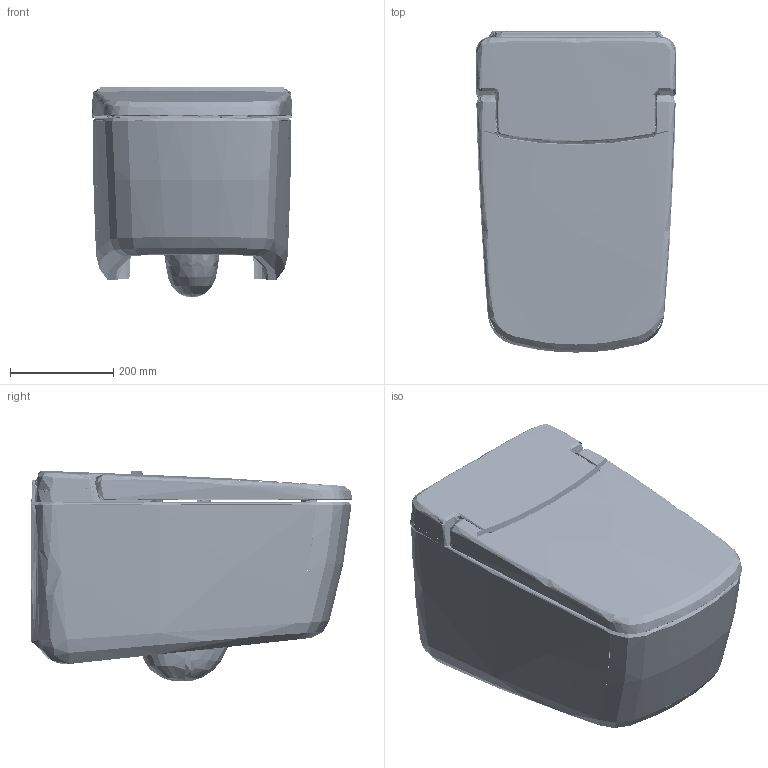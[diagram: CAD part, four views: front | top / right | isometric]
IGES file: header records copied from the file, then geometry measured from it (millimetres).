
Global section: file name: 7231.igs; native system: NX V11.0; preprocessor: SIEMENS PLM Software NX 11.0; date: 20191212.191846; units: millimetre
Bounding box: 389.61 x 622.66 x 408.17 mm (x, y, z)
Surface area: 3527762.1 mm2 (no closed solid volume)
Topology: 0 solids, 2 shells, 12331 faces, 80579 edges, 80061 vertices
Faces by surface type: bspline 12177, offset 154
